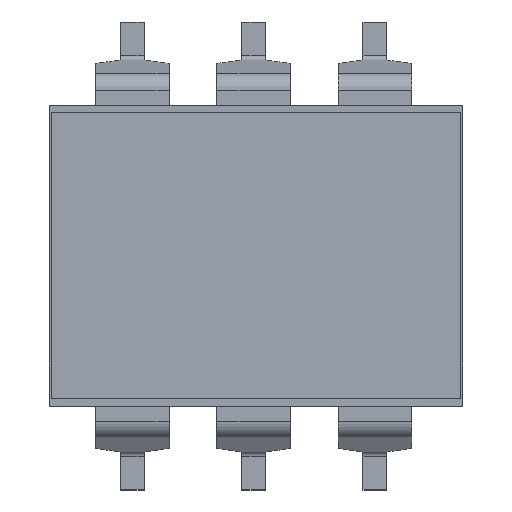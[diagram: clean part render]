
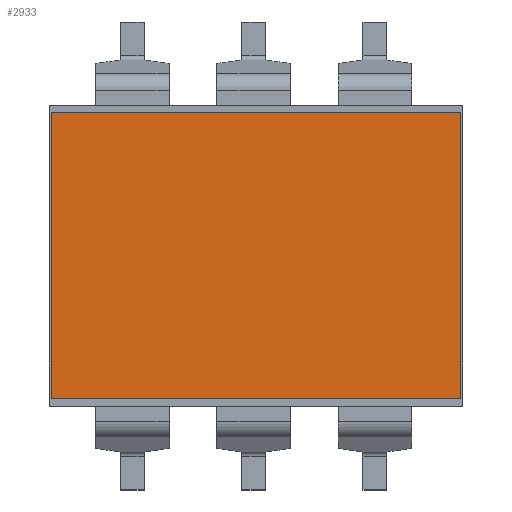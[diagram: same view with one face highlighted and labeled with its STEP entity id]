
A CAD part, top view. The second image highlights one B-rep face of the part: STEP entity #2933.
In plain terms, the highlighted planar face has unit normal (0, 0, 1).
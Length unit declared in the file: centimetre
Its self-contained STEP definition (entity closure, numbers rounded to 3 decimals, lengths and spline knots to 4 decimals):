
#203=FACE_OUTER_BOUND('',#364,.T.);
#364=EDGE_LOOP('',(#2427,#2428,#2429,#2430));
#661=LINE('',#4589,#1033);
#662=LINE('',#4591,#1034);
#663=LINE('',#4593,#1035);
#664=LINE('',#4594,#1036);
#1033=VECTOR('',#3773,1.);
#1034=VECTOR('',#3774,1.);
#1035=VECTOR('',#3775,1.);
#1036=VECTOR('',#3776,1.);
#1345=VERTEX_POINT('',#4587);
#1346=VERTEX_POINT('',#4588);
#1347=VERTEX_POINT('',#4590);
#1348=VERTEX_POINT('',#4592);
#1719=EDGE_CURVE('',#1345,#1346,#661,.T.);
#1720=EDGE_CURVE('',#1346,#1347,#662,.T.);
#1721=EDGE_CURVE('',#1347,#1348,#663,.T.);
#1722=EDGE_CURVE('',#1348,#1345,#664,.T.);
#2427=ORIENTED_EDGE('',*,*,#1719,.T.);
#2428=ORIENTED_EDGE('',*,*,#1720,.T.);
#2429=ORIENTED_EDGE('',*,*,#1721,.T.);
#2430=ORIENTED_EDGE('',*,*,#1722,.T.);
#2773=PLANE('',#3159);
#2933=ADVANCED_FACE('',(#203),#2773,.F.);
#3159=AXIS2_PLACEMENT_3D('',#4586,#3771,#3772);
#3771=DIRECTION('center_axis',(0.,0.,-1.));
#3772=DIRECTION('ref_axis',(1.,0.,0.));
#3773=DIRECTION('',(1.,0.,0.));
#3774=DIRECTION('',(0.,1.,0.));
#3775=DIRECTION('',(-1.,0.,0.));
#3776=DIRECTION('',(0.,-1.,0.));
#4586=CARTESIAN_POINT('Origin',(0.,0.,
0.313));
#4587=CARTESIAN_POINT('',(-0.429,-0.3,0.313));
#4588=CARTESIAN_POINT('',(0.429,-0.3,0.313));
#4589=CARTESIAN_POINT('',(-0.429,-0.3,0.313));
#4590=CARTESIAN_POINT('',(0.429,0.3,0.313));
#4591=CARTESIAN_POINT('',(0.429,-0.3,0.313));
#4592=CARTESIAN_POINT('',(-0.429,0.3,0.313));
#4593=CARTESIAN_POINT('',(0.429,0.3,0.313));
#4594=CARTESIAN_POINT('',(-0.429,0.3,0.313));
